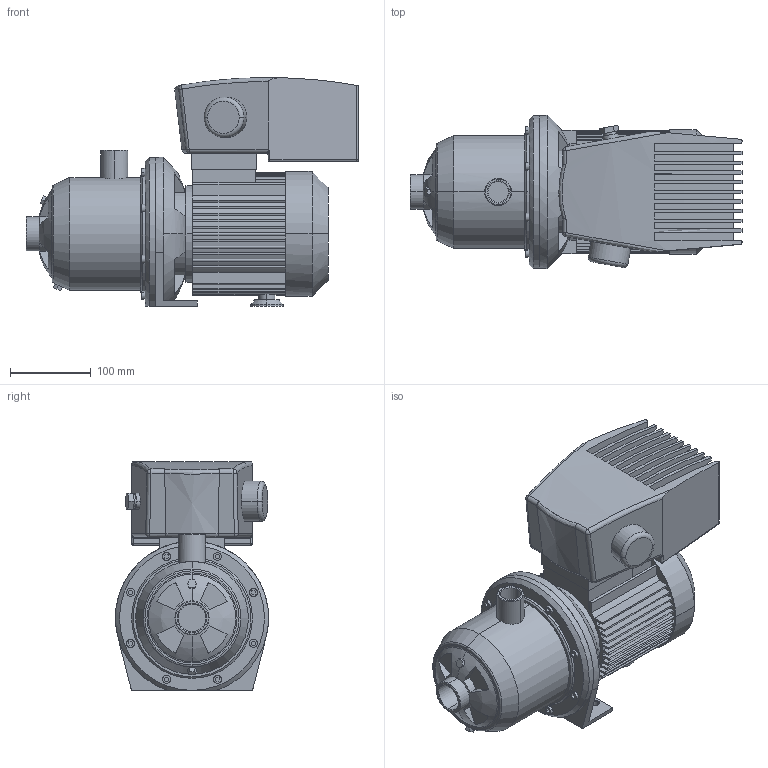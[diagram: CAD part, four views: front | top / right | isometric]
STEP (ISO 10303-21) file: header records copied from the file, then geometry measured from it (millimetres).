
FILE_DESCRIPTION((''),'2;1');
FILE_NAME('3d_MHIE403-1_E_1-2_M13-4073102.stp','2013-12-06T13:29:42',(''),(''),'Mechanical Desktop 2009','Mechanical Desktop 2009',', , ');
FILE_SCHEMA(('CONFIG_CONTROL_DESIGN'));
Length unit declared in the file: millimetre
Products named in the file (1): Product
Bounding box: 412 x 190 x 284.02 mm (x, y, z)
Volume: 8139416.9 mm3; surface area: 790481.9 mm2
Topology: 9 solids, 9 shells, 877 faces, 2268 edges, 1440 vertices
Faces by surface type: plane 600, cylinder 172, bspline 68, cone 14, torus 13, sphere 10
Entity records: 27763 total; most frequent: CARTESIAN_POINT 6373, ORIENTED_EDGE 4526, DIRECTION 4227, EDGE_CURVE 2263, VECTOR 1717, LINE 1717, VERTEX_POINT 1440, AXIS2_PLACEMENT_3D 1255
